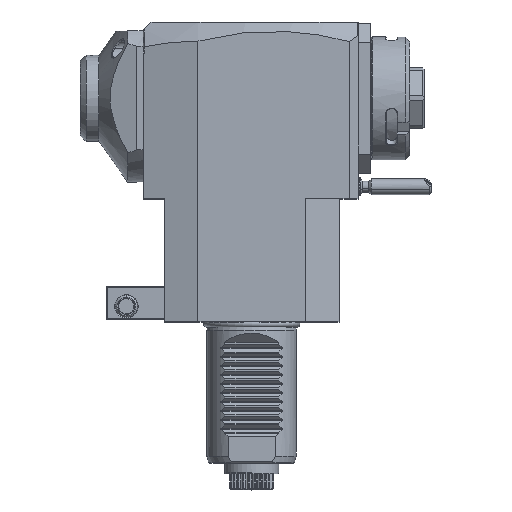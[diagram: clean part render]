
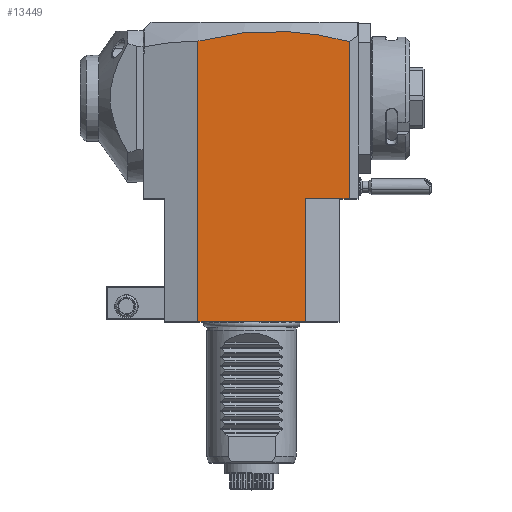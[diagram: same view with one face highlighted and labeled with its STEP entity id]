
A CAD part, top view. The second image highlights one B-rep face of the part: STEP entity #13449.
In plain terms, the highlighted planar face has unit normal (0, 0, 1).
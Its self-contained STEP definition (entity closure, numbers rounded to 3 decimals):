
#17=DIRECTION('',(-1.,0.,0.));
#18=VECTOR('',#17,48.);
#19=CARTESIAN_POINT('',(24.,0.,37.5));
#20=LINE('',#19,#18);
#81=DIRECTION('',(0.,-1.,0.));
#82=VECTOR('',#81,70.258);
#83=CARTESIAN_POINT('',(43.5,125.258,37.5));
#84=LINE('',#83,#82);
#85=DIRECTION('',(-1.,0.,0.));
#86=VECTOR('',#85,19.5);
#87=CARTESIAN_POINT('',(43.5,55.,37.5));
#88=LINE('',#87,#86);
#89=CARTESIAN_POINT('',(-24.,125.435,37.5));
#90=CARTESIAN_POINT('',(-18.371,126.939,37.5));
#91=CARTESIAN_POINT('',(-7.115,129.162,37.5));
#92=CARTESIAN_POINT('',(9.762,130.233,37.5));
#93=CARTESIAN_POINT('',(26.635,129.072,37.5));
#94=CARTESIAN_POINT('',(37.879,126.791,37.5));
#95=CARTESIAN_POINT('',(43.5,125.258,37.5));
#2305=DIRECTION('',(0.,-1.,0.));
#2306=VECTOR('',#2305,125.435);
#2307=CARTESIAN_POINT('',(-24.,125.435,37.5));
#2308=LINE('',#2307,#2306);
#5874=DIRECTION('',(0.,1.,0.));
#5875=VECTOR('',#5874,55.);
#5876=CARTESIAN_POINT('',(24.,0.,37.5));
#5877=LINE('',#5876,#5875);
#12532=VERTEX_POINT('',#89);
#12533=VERTEX_POINT('',#95);
#12940=CARTESIAN_POINT('',(43.5,55.,37.5));
#12941=VERTEX_POINT('',#12940);
#12962=CARTESIAN_POINT('',(24.,0.,37.5));
#12963=VERTEX_POINT('',#12962);
#12964=CARTESIAN_POINT('',(-24.,0.,37.5));
#12965=VERTEX_POINT('',#12964);
#13342=CARTESIAN_POINT('',(24.,55.,37.5));
#13343=VERTEX_POINT('',#13342);
#13432=CARTESIAN_POINT('',(-39.202,55.,37.5));
#13433=DIRECTION('',(0.,0.,1.));
#13434=DIRECTION('',(1.,0.,0.));
#13435=AXIS2_PLACEMENT_3D('',#13432,#13433,#13434);
#13436=PLANE('',#13435);
#13438=ORIENTED_EDGE('',*,*,#13437,.T.);
#13439=ORIENTED_EDGE('',*,*,#13414,.T.);
#13441=ORIENTED_EDGE('',*,*,#13440,.F.);
#13442=ORIENTED_EDGE('',*,*,#13361,.T.);
#13444=ORIENTED_EDGE('',*,*,#13443,.F.);
#13446=ORIENTED_EDGE('',*,*,#13445,.T.);
#13447=EDGE_LOOP('',(#13438,#13439,#13441,#13442,#13444,#13446));
#13448=FACE_OUTER_BOUND('',#13447,.F.);
#96=B_SPLINE_CURVE_WITH_KNOTS('',3,(#89,#90,#91,#92,#93,#94,#95),.UNSPECIFIED.,
.F.,.F.,(4,1,1,1,4),(0.,0.25,0.5,0.75,1.),.UNSPECIFIED.);
#13361=EDGE_CURVE('',#12963,#12965,#20,.T.);
#13414=EDGE_CURVE('',#12941,#13343,#88,.T.);
#13437=EDGE_CURVE('',#12533,#12941,#84,.T.);
#13440=EDGE_CURVE('',#12963,#13343,#5877,.T.);
#13443=EDGE_CURVE('',#12532,#12965,#2308,.T.);
#13445=EDGE_CURVE('',#12532,#12533,#96,.T.);
#13449=ADVANCED_FACE('',(#13448),#13436,.T.);
